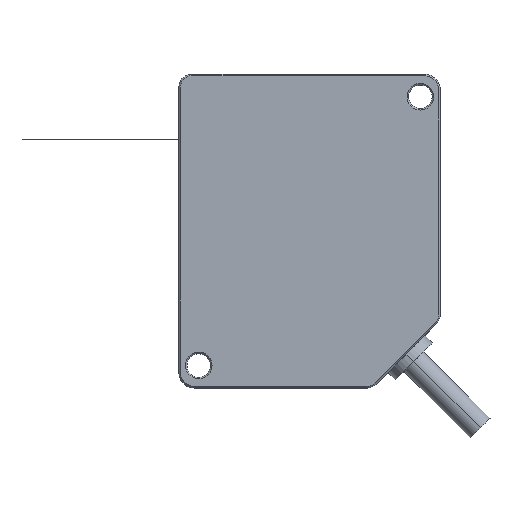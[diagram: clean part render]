
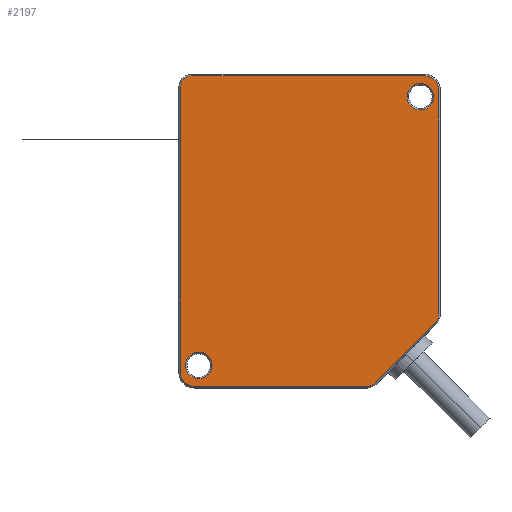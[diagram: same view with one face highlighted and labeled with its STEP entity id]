
A CAD part, top view. The second image highlights one B-rep face of the part: STEP entity #2197.
In plain terms, the highlighted planar face has unit normal (0, 0, 1).
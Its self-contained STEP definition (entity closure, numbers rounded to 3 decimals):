
#361=CARTESIAN_POINT('',(-22.,-27.,10.2));
#362=DIRECTION('',(0.,0.,-1.));
#363=DIRECTION('',(0.,-1.,0.));
#364=AXIS2_PLACEMENT_3D('',#361,#362,#363);
#366=DIRECTION('',(0.,1.,0.));
#367=VECTOR('',#366,54.5);
#368=CARTESIAN_POINT('',(-24.7,-27.,10.2));
#369=LINE('',#368,#367);
#370=CARTESIAN_POINT('',(-22.5,27.5,10.2));
#371=DIRECTION('',(0.,0.,-1.));
#372=DIRECTION('',(-1.,0.,0.));
#373=AXIS2_PLACEMENT_3D('',#370,#371,#372);
#375=DIRECTION('',(1.,0.,0.));
#376=VECTOR('',#375,44.5);
#377=CARTESIAN_POINT('',(-22.5,29.7,10.2));
#378=LINE('',#377,#376);
#379=CARTESIAN_POINT('',(22.,27.,10.2));
#380=DIRECTION('',(0.,0.,-1.));
#381=DIRECTION('',(0.,1.,0.));
#382=AXIS2_PLACEMENT_3D('',#379,#380,#381);
#384=DIRECTION('',(0.,-1.,0.));
#385=VECTOR('',#384,42.964);
#386=CARTESIAN_POINT('',(24.7,27.,10.2));
#387=LINE('',#386,#385);
#388=CARTESIAN_POINT('',(22.5,-15.964,10.2));
#389=DIRECTION('',(0.,0.,-1.));
#390=DIRECTION('',(1.,0.,0.));
#391=AXIS2_PLACEMENT_3D('',#388,#389,#390);
#393=DIRECTION('',(-0.707,-0.707,0.));
#394=VECTOR('',#393,16.314);
#395=CARTESIAN_POINT('',(24.056,-17.52,10.2));
#396=LINE('',#395,#394);
#397=CARTESIAN_POINT('',(10.964,-27.5,10.2));
#398=DIRECTION('',(0.,0.,-1.));
#399=DIRECTION('',(0.707,-0.707,0.));
#400=AXIS2_PLACEMENT_3D('',#397,#398,#399);
#402=DIRECTION('',(-1.,0.,0.));
#403=VECTOR('',#402,32.964);
#404=CARTESIAN_POINT('',(10.964,-29.7,10.2));
#405=LINE('',#404,#403);
#406=CARTESIAN_POINT('',(21.2,25.7,10.2));
#407=DIRECTION('',(0.,0.,1.));
#408=DIRECTION('',(-1.,0.,0.));
#409=AXIS2_PLACEMENT_3D('',#406,#407,#408);
#411=CARTESIAN_POINT('',(21.2,25.7,10.2));
#412=DIRECTION('',(0.,0.,1.));
#413=DIRECTION('',(0.,-1.,0.));
#414=AXIS2_PLACEMENT_3D('',#411,#412,#413);
#416=CARTESIAN_POINT('',(21.2,25.7,10.2));
#417=DIRECTION('',(0.,0.,1.));
#418=DIRECTION('',(1.,0.,0.));
#419=AXIS2_PLACEMENT_3D('',#416,#417,#418);
#421=CARTESIAN_POINT('',(21.2,25.7,10.2));
#422=DIRECTION('',(0.,0.,1.));
#423=DIRECTION('',(0.,1.,0.));
#424=AXIS2_PLACEMENT_3D('',#421,#422,#423);
#426=CARTESIAN_POINT('',(-21.2,-25.7,10.2));
#427=DIRECTION('',(0.,0.,1.));
#428=DIRECTION('',(-1.,0.,0.));
#429=AXIS2_PLACEMENT_3D('',#426,#427,#428);
#431=CARTESIAN_POINT('',(-21.2,-25.7,10.2));
#432=DIRECTION('',(0.,0.,1.));
#433=DIRECTION('',(0.,-1.,0.));
#434=AXIS2_PLACEMENT_3D('',#431,#432,#433);
#436=CARTESIAN_POINT('',(-21.2,-25.7,10.2));
#437=DIRECTION('',(0.,0.,1.));
#438=DIRECTION('',(1.,0.,0.));
#439=AXIS2_PLACEMENT_3D('',#436,#437,#438);
#441=CARTESIAN_POINT('',(-21.2,-25.7,10.2));
#442=DIRECTION('',(0.,0.,1.));
#443=DIRECTION('',(0.,1.,0.));
#444=AXIS2_PLACEMENT_3D('',#441,#442,#443);
#1604=CARTESIAN_POINT('',(-22.,-29.7,10.2));
#1605=CARTESIAN_POINT('',(-24.7,-27.,10.2));
#1606=VERTEX_POINT('',#1604);
#1607=VERTEX_POINT('',#1605);
#1608=CARTESIAN_POINT('',(-24.7,27.5,10.2));
#1609=VERTEX_POINT('',#1608);
#1610=CARTESIAN_POINT('',(-22.5,29.7,10.2));
#1611=VERTEX_POINT('',#1610);
#1612=CARTESIAN_POINT('',(22.,29.7,10.2));
#1613=VERTEX_POINT('',#1612);
#1614=CARTESIAN_POINT('',(24.7,27.,10.2));
#1615=VERTEX_POINT('',#1614);
#1616=CARTESIAN_POINT('',(24.7,-15.964,10.2));
#1617=VERTEX_POINT('',#1616);
#1618=CARTESIAN_POINT('',(24.056,-17.52,10.2));
#1619=VERTEX_POINT('',#1618);
#1620=CARTESIAN_POINT('',(12.52,-29.056,10.2));
#1621=VERTEX_POINT('',#1620);
#1622=CARTESIAN_POINT('',(10.964,-29.7,10.2));
#1623=VERTEX_POINT('',#1622);
#1624=CARTESIAN_POINT('',(21.2,23.15,10.2));
#1625=CARTESIAN_POINT('',(23.75,25.7,10.2));
#1626=VERTEX_POINT('',#1624);
#1627=VERTEX_POINT('',#1625);
#1628=CARTESIAN_POINT('',(18.65,25.7,10.2));
#1629=VERTEX_POINT('',#1628);
#1630=CARTESIAN_POINT('',(21.2,28.25,10.2));
#1631=VERTEX_POINT('',#1630);
#1632=CARTESIAN_POINT('',(-21.2,-28.25,10.2));
#1633=CARTESIAN_POINT('',(-18.65,-25.7,10.2));
#1634=VERTEX_POINT('',#1632);
#1635=VERTEX_POINT('',#1633);
#1636=CARTESIAN_POINT('',(-23.75,-25.7,10.2));
#1637=VERTEX_POINT('',#1636);
#1638=CARTESIAN_POINT('',(-21.2,-23.15,10.2));
#1639=VERTEX_POINT('',#1638);
#2151=CARTESIAN_POINT('',(0.,0.,10.2));
#2152=DIRECTION('',(0.,0.,1.));
#2153=DIRECTION('',(1.,0.,0.));
#2154=AXIS2_PLACEMENT_3D('',#2151,#2152,#2153);
#2155=PLANE('',#2154);
#2156=ORIENTED_EDGE('',*,*,#2141,.T.);
#2158=ORIENTED_EDGE('',*,*,#2157,.T.);
#2160=ORIENTED_EDGE('',*,*,#2159,.T.);
#2162=ORIENTED_EDGE('',*,*,#2161,.T.);
#2164=ORIENTED_EDGE('',*,*,#2163,.T.);
#2166=ORIENTED_EDGE('',*,*,#2165,.T.);
#2168=ORIENTED_EDGE('',*,*,#2167,.T.);
#2170=ORIENTED_EDGE('',*,*,#2169,.T.);
#2172=ORIENTED_EDGE('',*,*,#2171,.T.);
#2174=ORIENTED_EDGE('',*,*,#2173,.T.);
#2175=EDGE_LOOP('',(#2156,#2158,#2160,#2162,#2164,#2166,#2168,#2170,#2172,
#2174));
#2176=FACE_OUTER_BOUND('',#2175,.F.);
#2178=ORIENTED_EDGE('',*,*,#2177,.T.);
#2180=ORIENTED_EDGE('',*,*,#2179,.T.);
#2182=ORIENTED_EDGE('',*,*,#2181,.T.);
#2184=ORIENTED_EDGE('',*,*,#2183,.T.);
#2185=EDGE_LOOP('',(#2178,#2180,#2182,#2184));
#2186=FACE_BOUND('',#2185,.F.);
#2188=ORIENTED_EDGE('',*,*,#2187,.T.);
#2190=ORIENTED_EDGE('',*,*,#2189,.T.);
#2192=ORIENTED_EDGE('',*,*,#2191,.T.);
#2194=ORIENTED_EDGE('',*,*,#2193,.T.);
#2195=EDGE_LOOP('',(#2188,#2190,#2192,#2194));
#2196=FACE_BOUND('',#2195,.F.);
#365=CIRCLE('',#364,2.7);
#374=CIRCLE('',#373,2.2);
#383=CIRCLE('',#382,2.7);
#392=CIRCLE('',#391,2.2);
#401=CIRCLE('',#400,2.2);
#410=CIRCLE('',#409,2.55);
#415=CIRCLE('',#414,2.55);
#420=CIRCLE('',#419,2.55);
#425=CIRCLE('',#424,2.55);
#430=CIRCLE('',#429,2.55);
#435=CIRCLE('',#434,2.55);
#440=CIRCLE('',#439,2.55);
#445=CIRCLE('',#444,2.55);
#2141=EDGE_CURVE('',#1606,#1607,#365,.T.);
#2157=EDGE_CURVE('',#1607,#1609,#369,.T.);
#2159=EDGE_CURVE('',#1609,#1611,#374,.T.);
#2161=EDGE_CURVE('',#1611,#1613,#378,.T.);
#2163=EDGE_CURVE('',#1613,#1615,#383,.T.);
#2165=EDGE_CURVE('',#1615,#1617,#387,.T.);
#2167=EDGE_CURVE('',#1617,#1619,#392,.T.);
#2169=EDGE_CURVE('',#1619,#1621,#396,.T.);
#2171=EDGE_CURVE('',#1621,#1623,#401,.T.);
#2173=EDGE_CURVE('',#1623,#1606,#405,.T.);
#2177=EDGE_CURVE('',#1629,#1626,#410,.T.);
#2179=EDGE_CURVE('',#1626,#1627,#415,.T.);
#2181=EDGE_CURVE('',#1627,#1631,#420,.T.);
#2183=EDGE_CURVE('',#1631,#1629,#425,.T.);
#2187=EDGE_CURVE('',#1637,#1634,#430,.T.);
#2189=EDGE_CURVE('',#1634,#1635,#435,.T.);
#2191=EDGE_CURVE('',#1635,#1639,#440,.T.);
#2193=EDGE_CURVE('',#1639,#1637,#445,.T.);
#2197=ADVANCED_FACE('',(#2176,#2186,#2196),#2155,.T.);
